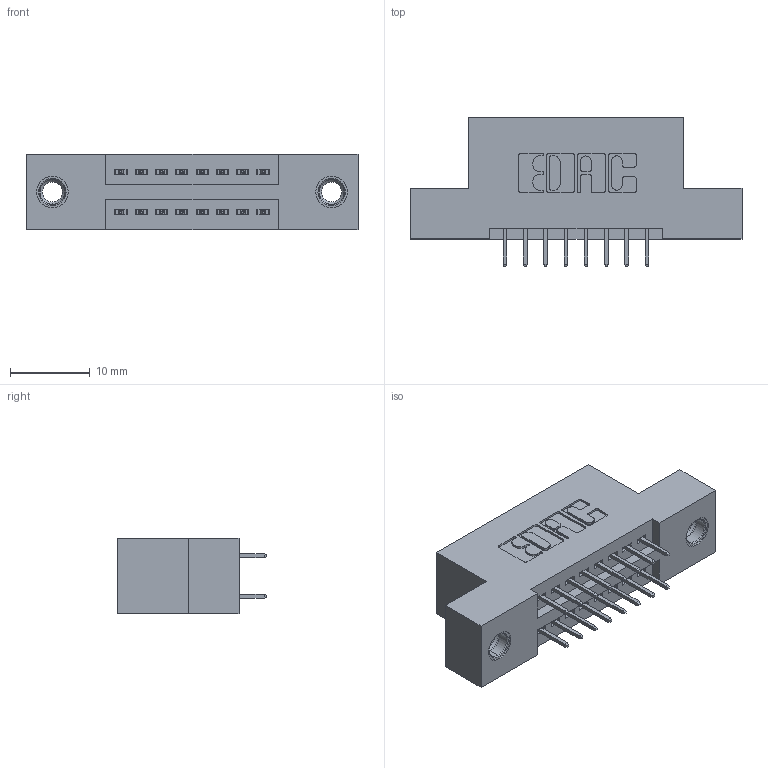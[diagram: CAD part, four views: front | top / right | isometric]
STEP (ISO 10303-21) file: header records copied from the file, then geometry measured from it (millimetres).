
FILE_DESCRIPTION (( 'STEP AP203' ), '1' );
FILE_NAME ('345-016-525-207.STEP', '2020-09-19T02:59:30', ( '' ), ( '' ), 'SwSTEP 2.0', 'SolidWorks 2020', '' );
FILE_SCHEMA (( 'CONFIG_CONTROL_DESIGN' ));
Length unit declared in the file: inch
Products named in the file (4): 345-016-525-207; 345-292-001_345-293-125; 345-250-001_345-250-005-103; 345 Part_Flush Mounting Lugs - 0.156 Dia-TI
Assembly tree (19 placements, depth 2):
  345-016-525-207
    345 Part_Flush Mounting Lugs - 0.156 Dia-TI
    345-292-001_345-293-125  x16
    345-250-001_345-250-005-103  x2
Bounding box: 41.53 x 18.72 x 9.4 mm (x, y, z)
Volume: 3678.7 mm3; surface area: 4727.8 mm2
Topology: 19 solids, 19 shells, 1050 faces, 2925 edges, 1878 vertices
Faces by surface type: plane 736, cylinder 298, cone 12, torus 4
Entity records: 12114 total; most frequent: CARTESIAN_POINT 2043, ORIENTED_EDGE 1970, DIRECTION 1871, EDGE_CURVE 985, LINE 805, VECTOR 805, VERTEX_POINT 648, AXIS2_PLACEMENT_3D 533
